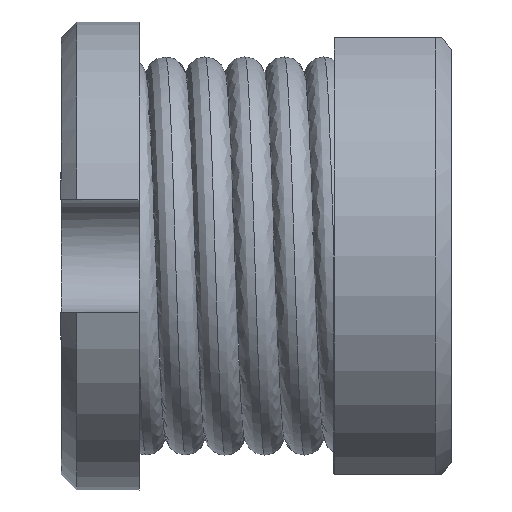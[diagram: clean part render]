
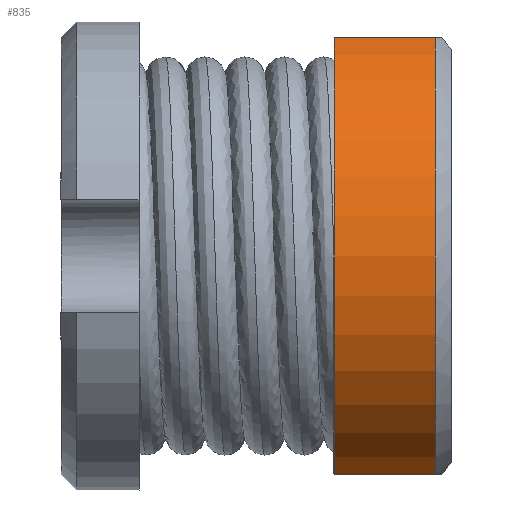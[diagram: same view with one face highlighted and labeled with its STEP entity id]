
A CAD part, left-side view. The second image highlights one B-rep face of the part: STEP entity #835.
In plain terms, the highlighted cylindrical face has radius 1.5 mm (diameter 3 mm), a partial arc.
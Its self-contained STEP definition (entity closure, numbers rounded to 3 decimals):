
#182 = VERTEX_POINT ( 'NONE', #3340 ) ;
#219 = VECTOR ( 'NONE', #3688, 1000. ) ;
#283 = DIRECTION ( 'NONE',  ( 0., 1., 0. ) ) ;
#397 = ORIENTED_EDGE ( 'NONE', *, *, #2248, .F. ) ;
#431 = VERTEX_POINT ( 'NONE', #3522 ) ;
#515 = CIRCLE ( 'NONE', #983, 1.5 ) ;
#633 = LINE ( 'NONE', #634, #2943 ) ;
#634 = CARTESIAN_POINT ( 'NONE',  ( -0.539, 0.1, 1.4 ) ) ;
#835 = ADVANCED_FACE ( 'NONE', ( #4684 ), #2259, .T. ) ;
#916 = CIRCLE ( 'NONE', #1261, 1.5 ) ;
#983 = AXIS2_PLACEMENT_3D ( 'NONE', #4726, #4741, #2466 ) ;
#1261 = AXIS2_PLACEMENT_3D ( 'NONE', #3289, #283, #4438 ) ;
#1326 = ORIENTED_EDGE ( 'NONE', *, *, #1994, .T. ) ;
#1441 = CARTESIAN_POINT ( 'NONE',  ( -0.539, 0.1, -1.4 ) ) ;
#1586 = CARTESIAN_POINT ( 'NONE',  ( 0., 0., 0. ) ) ;
#1700 = EDGE_LOOP ( 'NONE', ( #1326, #2231, #397, #2593 ) ) ;
#1873 = VERTEX_POINT ( 'NONE', #4771 ) ;
#1994 = EDGE_CURVE ( 'NONE', #1873, #182, #633, .T. ) ;
#2119 = LINE ( 'NONE', #1441, #219 ) ;
#2126 = EDGE_CURVE ( 'NONE', #431, #1873, #916, .T. ) ;
#2231 = ORIENTED_EDGE ( 'NONE', *, *, #4179, .F. ) ;
#2248 = EDGE_CURVE ( 'NONE', #431, #4594, #2119, .T. ) ;
#2259 = CYLINDRICAL_SURFACE ( 'NONE', #2869, 1.5 ) ;
#2466 = DIRECTION ( 'NONE',  ( -0.359, 0., -0.933 ) ) ;
#2593 = ORIENTED_EDGE ( 'NONE', *, *, #2126, .T. ) ;
#2869 = AXIS2_PLACEMENT_3D ( 'NONE', #1586, #3825, #4095 ) ;
#2918 = DIRECTION ( 'NONE',  ( 0., 1., 0. ) ) ;
#2943 = VECTOR ( 'NONE', #2918, 1000. ) ;
#3289 = CARTESIAN_POINT ( 'NONE',  ( 0., 0.1, 0. ) ) ;
#3340 = CARTESIAN_POINT ( 'NONE',  ( -0.539, 0.75, 1.4 ) ) ;
#3522 = CARTESIAN_POINT ( 'NONE',  ( -0.539, 0.1, -1.4 ) ) ;
#3688 = DIRECTION ( 'NONE',  ( 0., 1., 0. ) ) ;
#3825 = DIRECTION ( 'NONE',  ( 0., 1., 0. ) ) ;
#4057 = CARTESIAN_POINT ( 'NONE',  ( -0.539, 0.75, -1.4 ) ) ;
#4095 = DIRECTION ( 'NONE',  ( 1., 0., 0. ) ) ;
#4179 = EDGE_CURVE ( 'NONE', #4594, #182, #515, .T. ) ;
#4438 = DIRECTION ( 'NONE',  ( -0.359, 0., -0.933 ) ) ;
#4594 = VERTEX_POINT ( 'NONE', #4057 ) ;
#4684 = FACE_OUTER_BOUND ( 'NONE', #1700, .T. ) ;
#4726 = CARTESIAN_POINT ( 'NONE',  ( 0., 0.75, 0. ) ) ;
#4741 = DIRECTION ( 'NONE',  ( 0., 1., 0. ) ) ;
#4771 = CARTESIAN_POINT ( 'NONE',  ( -0.539, 0.1, 1.4 ) ) ;
